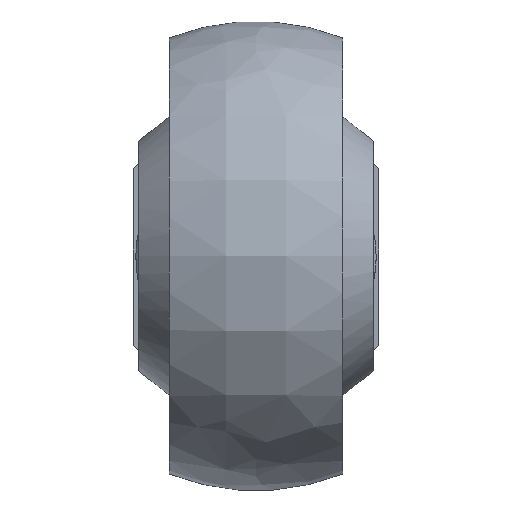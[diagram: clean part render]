
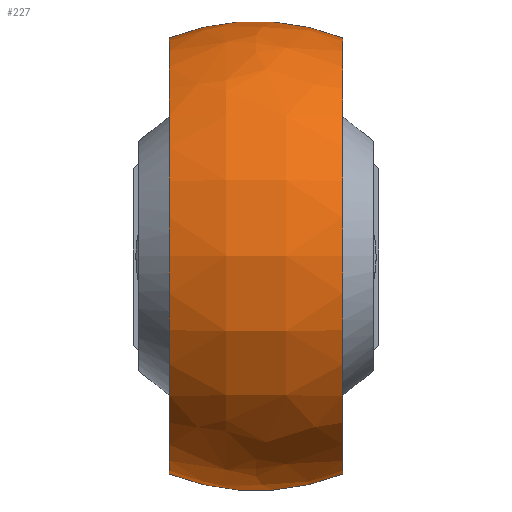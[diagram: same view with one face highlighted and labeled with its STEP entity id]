
A CAD part, top view. The second image highlights one B-rep face of the part: STEP entity #227.
In plain terms, the highlighted free-form (B-spline) face has degree [3, 3] with [4, 4] control points.
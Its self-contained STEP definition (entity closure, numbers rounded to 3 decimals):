
#32 = CARTESIAN_POINT ( 'NONE',  ( -7.75, 19.518, 64. ) ) ;
#41 = VERTEX_POINT ( 'NONE', #32 ) ;
#72 = DIRECTION ( 'NONE',  ( 0., 0., 1. ) ) ;
#82 = CARTESIAN_POINT ( 'NONE',  ( 2.711, -21.519, 64. ) ) ;
#161 = ORIENTED_EDGE ( 'NONE', *, *, #1361, .F. ) ;
#166 = EDGE_CURVE ( 'NONE', #41, #1188, #540, .T. ) ;
#170 = CARTESIAN_POINT ( 'NONE',  ( 7.75, -19.518, 64. ) ) ;
#174 = EDGE_CURVE ( 'NONE', #1188, #1014, #676, .T. ) ;
#181 = DIRECTION ( 'NONE',  ( 1., 0., 0. ) ) ;
#185 = CARTESIAN_POINT ( 'NONE',  ( -7.75, -19.518, 103.035 ) ) ;
#188 = CARTESIAN_POINT ( 'NONE',  ( 2.711, -21.519, 107.037 ) ) ;
#227 = ADVANCED_FACE ( 'NONE', ( #847 ), #469, .T. ) ;
#266 = CARTESIAN_POINT ( 'NONE',  ( 0., 0., 64. ) ) ;
#285 = VERTEX_POINT ( 'NONE', #944 ) ;
#286 = CARTESIAN_POINT ( 'NONE',  ( 7.75, 19.518, 103.035 ) ) ;
#294 = DIRECTION ( 'NONE',  ( -1., 0., 0. ) ) ;
#303 = CARTESIAN_POINT ( 'NONE',  ( -7.75, -19.518, 64. ) ) ;
#393 = CARTESIAN_POINT ( 'NONE',  ( 7.75, 19.518, 64. ) ) ;
#414 = CARTESIAN_POINT ( 'NONE',  ( -7.75, -19.518, 64. ) ) ;
#443 = DIRECTION ( 'NONE',  ( 0., 0., 1. ) ) ;
#469 =( BOUNDED_SURFACE ( )  B_SPLINE_SURFACE ( 3, 3, ( 
 ( #414, #185, #934, #813 ),
 ( #1256, #1236, #1366, #718 ),
 ( #82, #188, #606, #818 ),
 ( #170, #921, #286, #393 ) ),
 .UNSPECIFIED., .F., .F., .F. ) 
 B_SPLINE_SURFACE_WITH_KNOTS ( ( 4, 4 ),
 ( 4, 4 ),
 ( 0., 1. ),
 ( 0., 1. ),
 .UNSPECIFIED. ) 
 GEOMETRIC_REPRESENTATION_ITEM ( )  RATIONAL_B_SPLINE_SURFACE ( (
 ( 1., 0.333, 0.333, 1.),
 ( 0.953, 0.318, 0.318, 0.953),
 ( 0.953, 0.318, 0.318, 0.953),
 ( 1., 0.333, 0.333, 1.) ) ) 
 REPRESENTATION_ITEM ( '' )  SURFACE ( )  );
#540 = CIRCLE ( 'NONE', #1116, 19.518 ) ;
#589 = ORIENTED_EDGE ( 'NONE', *, *, #840, .T. ) ;
#606 = CARTESIAN_POINT ( 'NONE',  ( 2.711, 21.519, 107.037 ) ) ;
#610 = CIRCLE ( 'NONE', #1162, 21. ) ;
#613 = DIRECTION ( 'NONE',  ( 0., 0., -1. ) ) ;
#676 = CIRCLE ( 'NONE', #1109, 21. ) ;
#718 = CARTESIAN_POINT ( 'NONE',  ( -2.711, 21.519, 64. ) ) ;
#749 = ORIENTED_EDGE ( 'NONE', *, *, #166, .T. ) ;
#813 = CARTESIAN_POINT ( 'NONE',  ( -7.75, 19.518, 64. ) ) ;
#818 = CARTESIAN_POINT ( 'NONE',  ( 2.711, 21.519, 64. ) ) ;
#840 = EDGE_CURVE ( 'NONE', #1014, #285, #1389, .T. ) ;
#847 = FACE_OUTER_BOUND ( 'NONE', #930, .T. ) ;
#879 = AXIS2_PLACEMENT_3D ( 'NONE', #971, #959, #443 ) ;
#921 = CARTESIAN_POINT ( 'NONE',  ( 7.75, -19.518, 103.035 ) ) ;
#930 = EDGE_LOOP ( 'NONE', ( #749, #1391, #589, #161 ) ) ;
#934 = CARTESIAN_POINT ( 'NONE',  ( -7.75, 19.518, 103.035 ) ) ;
#944 = CARTESIAN_POINT ( 'NONE',  ( 7.75, 19.518, 64. ) ) ;
#959 = DIRECTION ( 'NONE',  ( -1., 0., 0. ) ) ;
#971 = CARTESIAN_POINT ( 'NONE',  ( 7.75, 0., 64. ) ) ;
#1014 = VERTEX_POINT ( 'NONE', #1215 ) ;
#1109 = AXIS2_PLACEMENT_3D ( 'NONE', #1241, #72, #294 ) ;
#1116 = AXIS2_PLACEMENT_3D ( 'NONE', #1137, #181, #1156 ) ;
#1137 = CARTESIAN_POINT ( 'NONE',  ( -7.75, 0., 64. ) ) ;
#1156 = DIRECTION ( 'NONE',  ( 0., 0., 1. ) ) ;
#1162 = AXIS2_PLACEMENT_3D ( 'NONE', #266, #613, #1237 ) ;
#1188 = VERTEX_POINT ( 'NONE', #303 ) ;
#1215 = CARTESIAN_POINT ( 'NONE',  ( 7.75, -19.518, 64. ) ) ;
#1236 = CARTESIAN_POINT ( 'NONE',  ( -2.711, -21.519, 107.037 ) ) ;
#1237 = DIRECTION ( 'NONE',  ( -1., 0., 0. ) ) ;
#1241 = CARTESIAN_POINT ( 'NONE',  ( 0., 0., 64. ) ) ;
#1256 = CARTESIAN_POINT ( 'NONE',  ( -2.711, -21.519, 64. ) ) ;
#1361 = EDGE_CURVE ( 'NONE', #41, #285, #610, .T. ) ;
#1366 = CARTESIAN_POINT ( 'NONE',  ( -2.711, 21.519, 107.037 ) ) ;
#1389 = CIRCLE ( 'NONE', #879, 19.518 ) ;
#1391 = ORIENTED_EDGE ( 'NONE', *, *, #174, .T. ) ;
